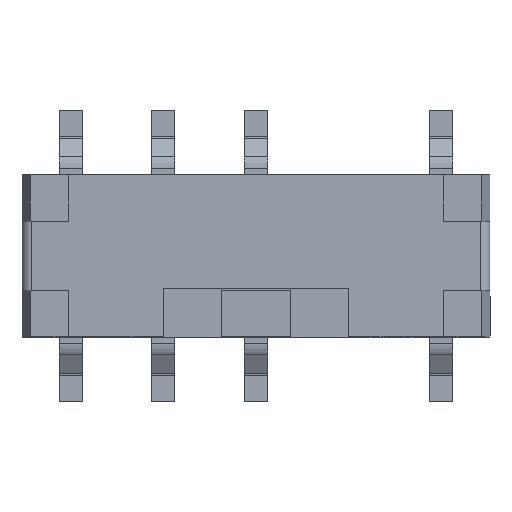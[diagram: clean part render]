
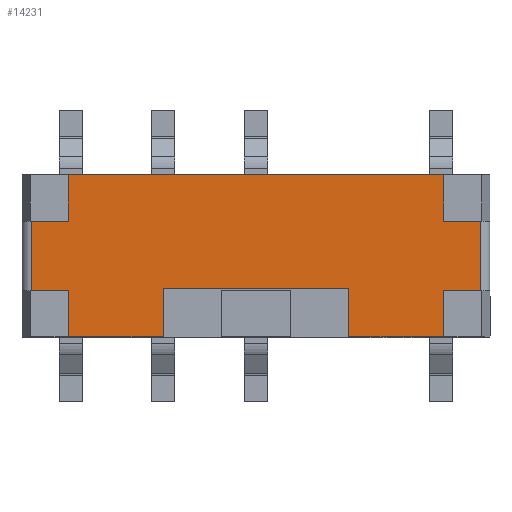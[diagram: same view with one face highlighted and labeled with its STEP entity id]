
A CAD part, top view. The second image highlights one B-rep face of the part: STEP entity #14231.
In plain terms, the highlighted planar face has unit normal (0, 0, 1).
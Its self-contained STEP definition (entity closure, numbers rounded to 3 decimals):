
#166 = VECTOR ( 'NONE', #15719, 1000. ) ;
#607 = DIRECTION ( 'NONE',  ( 1., 0., 0. ) ) ;
#761 = ORIENTED_EDGE ( 'NONE', *, *, #13625, .F. ) ;
#780 = LINE ( 'NONE', #14340, #18350 ) ;
#1067 = VERTEX_POINT ( 'NONE', #14466 ) ;
#1081 = CARTESIAN_POINT ( 'NONE',  ( 4.05, -1.75, 1.5 ) ) ;
#1111 = EDGE_CURVE ( 'NONE', #5213, #7218, #12806, .T. ) ;
#1379 = DIRECTION ( 'NONE',  ( 0., -1., 0. ) ) ;
#1497 = EDGE_LOOP ( 'NONE', ( #761, #9142, #3468, #2697, #11506, #2512, #18142, #9909, #3818, #14849, #9804, #16305, #7288, #15476, #11774, #18400 ) ) ;
#1723 = EDGE_CURVE ( 'NONE', #16516, #13304, #9418, .T. ) ;
#1797 = DIRECTION ( 'NONE',  ( -1., 0., 0. ) ) ;
#1909 = VERTEX_POINT ( 'NONE', #17287 ) ;
#2273 = CARTESIAN_POINT ( 'NONE',  ( -4.84, -0.75, 1.5 ) ) ;
#2294 = CARTESIAN_POINT ( 'NONE',  ( -2., -1.75, 1.5 ) ) ;
#2512 = ORIENTED_EDGE ( 'NONE', *, *, #19343, .F. ) ;
#2618 = DIRECTION ( 'NONE',  ( 0., -1., 0. ) ) ;
#2697 = ORIENTED_EDGE ( 'NONE', *, *, #16613, .F. ) ;
#2776 = DIRECTION ( 'NONE',  ( -1., 0., 0. ) ) ;
#2893 = LINE ( 'NONE', #18532, #11958 ) ;
#2931 = DIRECTION ( 'NONE',  ( -1., 0., 0. ) ) ;
#2960 = CARTESIAN_POINT ( 'NONE',  ( 4.05, 0.75, 1.5 ) ) ;
#3384 = LINE ( 'NONE', #13718, #12611 ) ;
#3468 = ORIENTED_EDGE ( 'NONE', *, *, #14081, .T. ) ;
#3818 = ORIENTED_EDGE ( 'NONE', *, *, #6453, .T. ) ;
#3950 = LINE ( 'NONE', #14846, #15222 ) ;
#4105 = DIRECTION ( 'NONE',  ( 0., 1., 0. ) ) ;
#4173 = VECTOR ( 'NONE', #17350, 1000. ) ;
#4253 = CARTESIAN_POINT ( 'NONE',  ( -2., -0.7, 1.5 ) ) ;
#4400 = CARTESIAN_POINT ( 'NONE',  ( 4.84, 0.75, 1.5 ) ) ;
#4922 = VECTOR ( 'NONE', #7376, 1000. ) ;
#5213 = VERTEX_POINT ( 'NONE', #17911 ) ;
#5590 = CARTESIAN_POINT ( 'NONE',  ( 2., -2.8, 1.5 ) ) ;
#5754 = DIRECTION ( 'NONE',  ( 0., -1., 0. ) ) ;
#5772 = EDGE_CURVE ( 'NONE', #5787, #11643, #780, .T. ) ;
#5787 = VERTEX_POINT ( 'NONE', #2273 ) ;
#5794 = DIRECTION ( 'NONE',  ( 0., 0., -1. ) ) ;
#6357 = VERTEX_POINT ( 'NONE', #11289 ) ;
#6453 = EDGE_CURVE ( 'NONE', #16516, #5213, #9181, .T. ) ;
#6638 = LINE ( 'NONE', #6827, #16155 ) ;
#6656 = VECTOR ( 'NONE', #1797, 1000. ) ;
#6659 = EDGE_CURVE ( 'NONE', #1067, #18991, #2893, .T. ) ;
#6827 = CARTESIAN_POINT ( 'NONE',  ( 5.05, 0.75, 1.5 ) ) ;
#6854 = CARTESIAN_POINT ( 'NONE',  ( -4.05, -1.75, 1.5 ) ) ;
#7017 = LINE ( 'NONE', #5590, #18132 ) ;
#7218 = VERTEX_POINT ( 'NONE', #14464 ) ;
#7288 = ORIENTED_EDGE ( 'NONE', *, *, #5772, .T. ) ;
#7317 = CARTESIAN_POINT ( 'NONE',  ( 4.05, 1.75, 1.5 ) ) ;
#7376 = DIRECTION ( 'NONE',  ( -1., 0., 0. ) ) ;
#7469 = CARTESIAN_POINT ( 'NONE',  ( 2., -0.7, 1.5 ) ) ;
#7522 = DIRECTION ( 'NONE',  ( 0., -1., 0. ) ) ;
#7574 = EDGE_CURVE ( 'NONE', #7218, #19406, #15505, .T. ) ;
#7939 = CARTESIAN_POINT ( 'NONE',  ( -5.05, 0.75, 1.5 ) ) ;
#8372 = CARTESIAN_POINT ( 'NONE',  ( -4.05, 0.75, 1.5 ) ) ;
#8404 = CARTESIAN_POINT ( 'NONE',  ( -4.05, -0.75, 1.5 ) ) ;
#8995 = LINE ( 'NONE', #12107, #17583 ) ;
#9142 = ORIENTED_EDGE ( 'NONE', *, *, #18506, .F. ) ;
#9181 = LINE ( 'NONE', #11878, #4922 ) ;
#9418 = LINE ( 'NONE', #17090, #13070 ) ;
#9804 = ORIENTED_EDGE ( 'NONE', *, *, #7574, .T. ) ;
#9909 = ORIENTED_EDGE ( 'NONE', *, *, #1723, .F. ) ;
#9973 = DIRECTION ( 'NONE',  ( -1., 0., 0. ) ) ;
#10273 = LINE ( 'NONE', #10380, #17503 ) ;
#10380 = CARTESIAN_POINT ( 'NONE',  ( -4.84, 0.75, 1.5 ) ) ;
#10935 = EDGE_CURVE ( 'NONE', #16219, #18991, #8995, .T. ) ;
#11080 = AXIS2_PLACEMENT_3D ( 'NONE', #16465, #5794, #2776 ) ;
#11289 = CARTESIAN_POINT ( 'NONE',  ( 2., -1.75, 1.5 ) ) ;
#11506 = ORIENTED_EDGE ( 'NONE', *, *, #15389, .F. ) ;
#11643 = VERTEX_POINT ( 'NONE', #8404 ) ;
#11774 = ORIENTED_EDGE ( 'NONE', *, *, #10935, .T. ) ;
#11811 = CARTESIAN_POINT ( 'NONE',  ( 0., -1.75, 1.5 ) ) ;
#11878 = CARTESIAN_POINT ( 'NONE',  ( -4.05, 1.75, 1.5 ) ) ;
#11915 = FACE_OUTER_BOUND ( 'NONE', #1497, .T. ) ;
#11958 = VECTOR ( 'NONE', #1379, 1000. ) ;
#12107 = CARTESIAN_POINT ( 'NONE',  ( 0., -1.75, 1.5 ) ) ;
#12611 = VECTOR ( 'NONE', #19795, 1000. ) ;
#12806 = LINE ( 'NONE', #8372, #4173 ) ;
#13013 = VERTEX_POINT ( 'NONE', #1081 ) ;
#13070 = VECTOR ( 'NONE', #15484, 1000. ) ;
#13304 = VERTEX_POINT ( 'NONE', #2960 ) ;
#13625 = EDGE_CURVE ( 'NONE', #18855, #1067, #16642, .T. ) ;
#13718 = CARTESIAN_POINT ( 'NONE',  ( 4.05, -1.75, 1.5 ) ) ;
#13772 = CARTESIAN_POINT ( 'NONE',  ( 4.84, -0.75, 1.5 ) ) ;
#13837 = EDGE_CURVE ( 'NONE', #11643, #16219, #14738, .T. ) ;
#13934 = VERTEX_POINT ( 'NONE', #13969 ) ;
#13969 = CARTESIAN_POINT ( 'NONE',  ( 4.84, 0.75, 1.5 ) ) ;
#14081 = EDGE_CURVE ( 'NONE', #6357, #13013, #17427, .T. ) ;
#14231 = ADVANCED_FACE ( 'NONE', ( #11915 ), #19508, .F. ) ;
#14340 = CARTESIAN_POINT ( 'NONE',  ( -4.05, -0.75, 1.5 ) ) ;
#14464 = CARTESIAN_POINT ( 'NONE',  ( -4.05, 0.75, 1.5 ) ) ;
#14466 = CARTESIAN_POINT ( 'NONE',  ( -2., -0.7, 1.5 ) ) ;
#14738 = LINE ( 'NONE', #19649, #19675 ) ;
#14846 = CARTESIAN_POINT ( 'NONE',  ( 4.05, -0.75, 1.5 ) ) ;
#14849 = ORIENTED_EDGE ( 'NONE', *, *, #1111, .T. ) ;
#15096 = LINE ( 'NONE', #4400, #18143 ) ;
#15222 = VECTOR ( 'NONE', #9973, 1000. ) ;
#15271 = DIRECTION ( 'NONE',  ( 1., 0., 0. ) ) ;
#15389 = EDGE_CURVE ( 'NONE', #18035, #1909, #3950, .T. ) ;
#15476 = ORIENTED_EDGE ( 'NONE', *, *, #13837, .T. ) ;
#15484 = DIRECTION ( 'NONE',  ( 0., -1., 0. ) ) ;
#15505 = LINE ( 'NONE', #7939, #6656 ) ;
#15535 = EDGE_CURVE ( 'NONE', #13304, #13934, #6638, .T. ) ;
#15719 = DIRECTION ( 'NONE',  ( 1., 0., 0. ) ) ;
#16127 = EDGE_CURVE ( 'NONE', #19406, #5787, #10273, .T. ) ;
#16155 = VECTOR ( 'NONE', #17708, 1000. ) ;
#16219 = VERTEX_POINT ( 'NONE', #6854 ) ;
#16305 = ORIENTED_EDGE ( 'NONE', *, *, #16127, .T. ) ;
#16465 = CARTESIAN_POINT ( 'NONE',  ( 0., 0., 1.5 ) ) ;
#16516 = VERTEX_POINT ( 'NONE', #7317 ) ;
#16613 = EDGE_CURVE ( 'NONE', #1909, #13013, #3384, .T. ) ;
#16642 = LINE ( 'NONE', #4253, #19013 ) ;
#17090 = CARTESIAN_POINT ( 'NONE',  ( 4.05, 0.75, 1.5 ) ) ;
#17287 = CARTESIAN_POINT ( 'NONE',  ( 4.05, -0.75, 1.5 ) ) ;
#17350 = DIRECTION ( 'NONE',  ( 0., -1., 0. ) ) ;
#17427 = LINE ( 'NONE', #11811, #166 ) ;
#17503 = VECTOR ( 'NONE', #5754, 1000. ) ;
#17583 = VECTOR ( 'NONE', #15271, 1000. ) ;
#17708 = DIRECTION ( 'NONE',  ( 1., 0., 0. ) ) ;
#17911 = CARTESIAN_POINT ( 'NONE',  ( -4.05, 1.75, 1.5 ) ) ;
#18035 = VERTEX_POINT ( 'NONE', #13772 ) ;
#18132 = VECTOR ( 'NONE', #4105, 1000. ) ;
#18142 = ORIENTED_EDGE ( 'NONE', *, *, #15535, .F. ) ;
#18143 = VECTOR ( 'NONE', #7522, 1000. ) ;
#18350 = VECTOR ( 'NONE', #607, 1000. ) ;
#18400 = ORIENTED_EDGE ( 'NONE', *, *, #6659, .F. ) ;
#18506 = EDGE_CURVE ( 'NONE', #6357, #18855, #7017, .T. ) ;
#18532 = CARTESIAN_POINT ( 'NONE',  ( -2., -2.8, 1.5 ) ) ;
#18855 = VERTEX_POINT ( 'NONE', #7469 ) ;
#18991 = VERTEX_POINT ( 'NONE', #2294 ) ;
#19013 = VECTOR ( 'NONE', #2931, 1000. ) ;
#19343 = EDGE_CURVE ( 'NONE', #13934, #18035, #15096, .T. ) ;
#19406 = VERTEX_POINT ( 'NONE', #19523 ) ;
#19508 = PLANE ( 'NONE',  #11080 ) ;
#19523 = CARTESIAN_POINT ( 'NONE',  ( -4.84, 0.75, 1.5 ) ) ;
#19649 = CARTESIAN_POINT ( 'NONE',  ( -4.05, -1.75, 1.5 ) ) ;
#19675 = VECTOR ( 'NONE', #2618, 1000. ) ;
#19795 = DIRECTION ( 'NONE',  ( 0., -1., 0. ) ) ;
